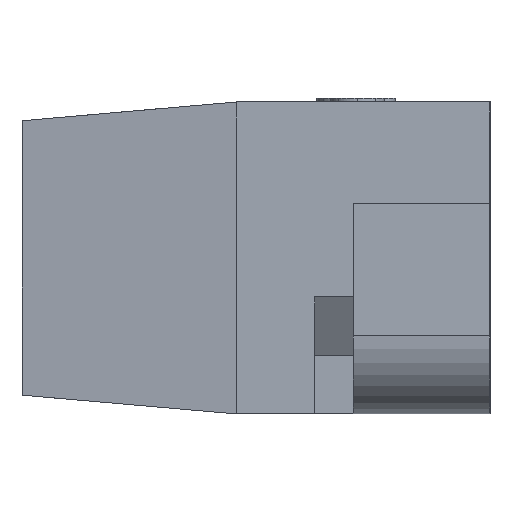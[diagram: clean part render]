
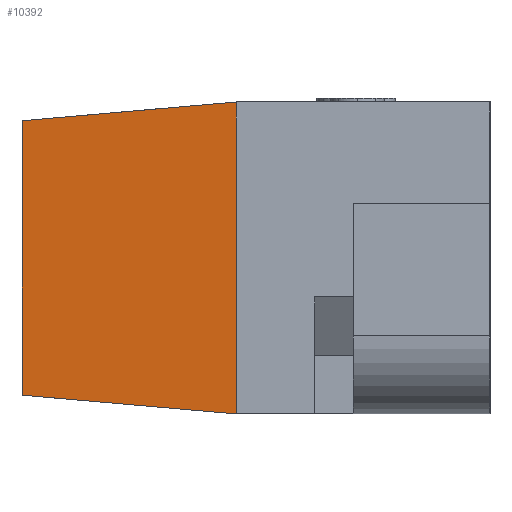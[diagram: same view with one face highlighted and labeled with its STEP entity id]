
A CAD part, left-side view. The second image highlights one B-rep face of the part: STEP entity #10392.
In plain terms, the highlighted planar face has unit normal (-0.996, 0.087, 0).
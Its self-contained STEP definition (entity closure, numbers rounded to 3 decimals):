
#4 = VERTEX_POINT ( 'NONE', #9830 ) ;
#173 = DIRECTION ( 'NONE',  ( -0.996, 0.087, 0. ) ) ;
#304 = VECTOR ( 'NONE', #4959, 1000. ) ;
#339 = FACE_OUTER_BOUND ( 'NONE', #5950, .T. ) ;
#686 = DIRECTION ( 'NONE',  ( -0.087, -0.992, -0.087 ) ) ;
#841 = LINE ( 'NONE', #11079, #13902 ) ;
#1431 = CARTESIAN_POINT ( 'NONE',  ( -1.25, 0.65, 0.4 ) ) ;
#1668 = DIRECTION ( 'NONE',  ( -0.087, -0.996, 0. ) ) ;
#1920 = VECTOR ( 'NONE', #7310, 1000. ) ;
#2097 = ORIENTED_EDGE ( 'NONE', *, *, #9426, .F. ) ;
#2334 = VERTEX_POINT ( 'NONE', #11851 ) ;
#2349 = ORIENTED_EDGE ( 'NONE', *, *, #8616, .F. ) ;
#2713 = EDGE_CURVE ( 'NONE', #10359, #4, #841, .T. ) ;
#2937 = PLANE ( 'NONE',  #5156 ) ;
#4635 = CARTESIAN_POINT ( 'NONE',  ( -1.25, 0.65, 0.4 ) ) ;
#4959 = DIRECTION ( 'NONE',  ( -0.087, -0.992, 0.087 ) ) ;
#5156 = AXIS2_PLACEMENT_3D ( 'NONE', #12994, #173, #1668 ) ;
#5950 = EDGE_LOOP ( 'NONE', ( #13735, #2097, #2349, #9396 ) ) ;
#6374 = CARTESIAN_POINT ( 'NONE',  ( -1.231, 0.865, 0.381 ) ) ;
#7310 = DIRECTION ( 'NONE',  ( 0., 0., 1. ) ) ;
#7714 = CARTESIAN_POINT ( 'NONE',  ( -1.202, 1.2, -0.352 ) ) ;
#8616 = EDGE_CURVE ( 'NONE', #10359, #2334, #8671, .T. ) ;
#8671 = LINE ( 'NONE', #16454, #12303 ) ;
#9299 = EDGE_CURVE ( 'NONE', #4, #12217, #14967, .T. ) ;
#9396 = ORIENTED_EDGE ( 'NONE', *, *, #2713, .T. ) ;
#9426 = EDGE_CURVE ( 'NONE', #2334, #12217, #16457, .T. ) ;
#9830 = CARTESIAN_POINT ( 'NONE',  ( -1.25, 0.65, -0.4 ) ) ;
#10359 = VERTEX_POINT ( 'NONE', #7714 ) ;
#10392 = ADVANCED_FACE ( 'NONE', ( #339 ), #2937, .T. ) ;
#11079 = CARTESIAN_POINT ( 'NONE',  ( -1.25, 0.65, -0.4 ) ) ;
#11851 = CARTESIAN_POINT ( 'NONE',  ( -1.202, 1.2, 0.352 ) ) ;
#12217 = VERTEX_POINT ( 'NONE', #1431 ) ;
#12303 = VECTOR ( 'NONE', #13940, 1000. ) ;
#12994 = CARTESIAN_POINT ( 'NONE',  ( -1.25, 0.65, -0.4 ) ) ;
#13735 = ORIENTED_EDGE ( 'NONE', *, *, #9299, .T. ) ;
#13902 = VECTOR ( 'NONE', #686, 1000. ) ;
#13940 = DIRECTION ( 'NONE',  ( 0., 0., 1. ) ) ;
#14967 = LINE ( 'NONE', #4635, #1920 ) ;
#16454 = CARTESIAN_POINT ( 'NONE',  ( -1.202, 1.2, 0. ) ) ;
#16457 = LINE ( 'NONE', #6374, #304 ) ;
